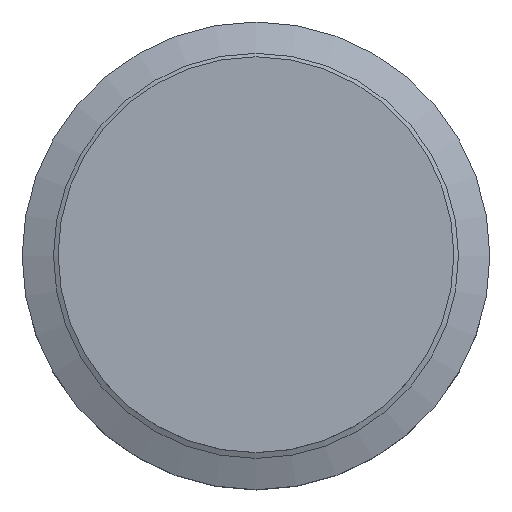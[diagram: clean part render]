
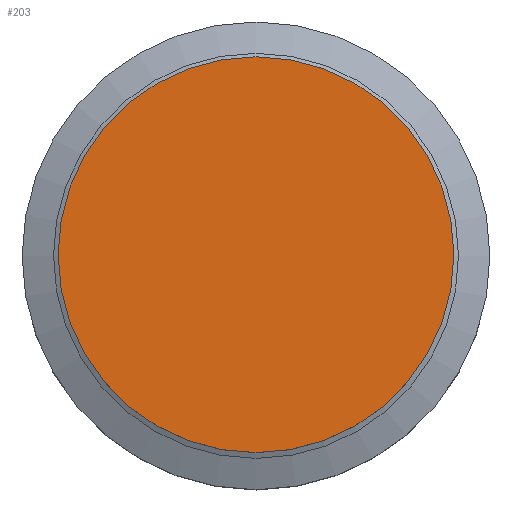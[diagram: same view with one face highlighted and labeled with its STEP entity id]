
A CAD part, top view. The second image highlights one B-rep face of the part: STEP entity #203.
In plain terms, the highlighted planar face has unit normal (0, 0, 1).
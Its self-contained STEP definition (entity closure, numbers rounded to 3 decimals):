
#203=ADVANCED_FACE('',(#210),#208,.T.);
#208=PLANE('',#463);
#210=FACE_OUTER_BOUND('',#266,.T.);
#266=EDGE_LOOP('',(#322));
#322=ORIENTED_EDGE('',*,*,#378,.F.);
#350=VERTEX_POINT('',#688);
#378=EDGE_CURVE('',#350,#350,#406,.T.);
#406=CIRCLE('',#461,5.5);
#461=AXIS2_PLACEMENT_3D('',#687,#572,#573);
#463=AXIS2_PLACEMENT_3D('',#690,#576,#577);
#572=DIRECTION('',(0.,0.,-1.));
#573=DIRECTION('',(-1.,0.,0.));
#576=DIRECTION('',(0.,0.,1.));
#577=DIRECTION('',(1.,0.,0.));
#687=CARTESIAN_POINT('',(0.,0.,28.));
#688=CARTESIAN_POINT('',(-5.5,0.,28.));
#690=CARTESIAN_POINT('',(5.5,0.,28.));
